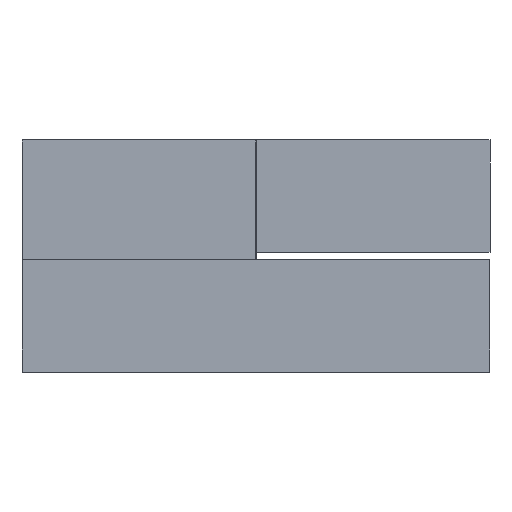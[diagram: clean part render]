
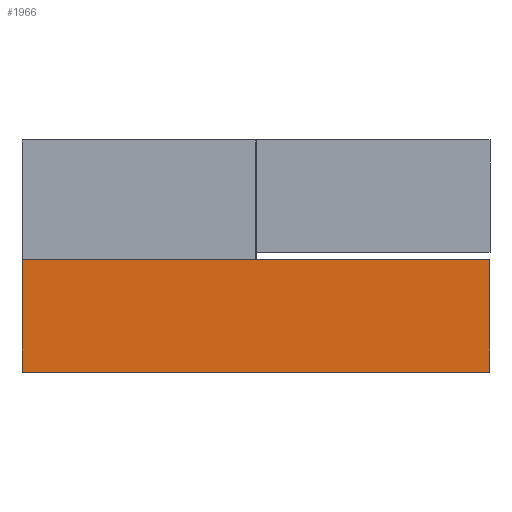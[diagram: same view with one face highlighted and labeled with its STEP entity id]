
A CAD part, left-side view. The second image highlights one B-rep face of the part: STEP entity #1966.
In plain terms, the highlighted planar face has unit normal (-1, 0, 0).
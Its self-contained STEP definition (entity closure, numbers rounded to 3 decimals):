
#236 = PLANE('',#237);
#237 = AXIS2_PLACEMENT_3D('',#238,#239,#240);
#238 = CARTESIAN_POINT('',(-39.5,11.8,0.));
#239 = DIRECTION('',(0.,1.,0.));
#240 = DIRECTION('',(0.,0.,1.));
#637 = PLANE('',#638);
#638 = AXIS2_PLACEMENT_3D('',#639,#640,#641);
#639 = CARTESIAN_POINT('',(-39.5,1.,0.));
#640 = DIRECTION('',(0.,0.,1.));
#641 = DIRECTION('',(1.,0.,0.));
#851 = VERTEX_POINT('',#852);
#852 = CARTESIAN_POINT('',(-39.5,11.8,0.));
#873 = EDGE_CURVE('',#851,#874,#876,.T.);
#874 = VERTEX_POINT('',#875);
#875 = CARTESIAN_POINT('',(-39.5,11.8,5.65));
#876 = SURFACE_CURVE('',#877,(#881,#888),.PCURVE_S1.);
#877 = LINE('',#878,#879);
#878 = CARTESIAN_POINT('',(-39.5,11.8,0.));
#879 = VECTOR('',#880,1.);
#880 = DIRECTION('',(0.,0.,1.));
#881 = PCURVE('',#236,#882);
#882 = DEFINITIONAL_REPRESENTATION('',(#883),#887);
#883 = LINE('',#884,#885);
#884 = CARTESIAN_POINT('',(0.,0.));
#885 = VECTOR('',#886,1.);
#886 = DIRECTION('',(1.,0.));
#887 = ( GEOMETRIC_REPRESENTATION_CONTEXT(2) 
PARAMETRIC_REPRESENTATION_CONTEXT() REPRESENTATION_CONTEXT('2D SPACE',''
  ) );
#888 = PCURVE('',#889,#894);
#889 = PLANE('',#890);
#890 = AXIS2_PLACEMENT_3D('',#891,#892,#893);
#891 = CARTESIAN_POINT('',(-39.5,0.,5.65));
#892 = DIRECTION('',(1.,0.,0.));
#893 = DIRECTION('',(0.,0.,1.));
#894 = DEFINITIONAL_REPRESENTATION('',(#895),#899);
#895 = LINE('',#896,#897);
#896 = CARTESIAN_POINT('',(-5.65,-11.8));
#897 = VECTOR('',#898,1.);
#898 = DIRECTION('',(1.,0.));
#899 = ( GEOMETRIC_REPRESENTATION_CONTEXT(2) 
PARAMETRIC_REPRESENTATION_CONTEXT() REPRESENTATION_CONTEXT('2D SPACE',''
  ) );
#916 = PLANE('',#917);
#917 = AXIS2_PLACEMENT_3D('',#918,#919,#920);
#918 = CARTESIAN_POINT('',(-39.5,11.8,5.65));
#919 = DIRECTION('',(0.,0.,-1.));
#920 = DIRECTION('',(-1.,0.,0.));
#1598 = EDGE_CURVE('',#1599,#851,#1601,.T.);
#1599 = VERTEX_POINT('',#1600);
#1600 = CARTESIAN_POINT('',(-39.5,-11.8,0.));
#1601 = SURFACE_CURVE('',#1602,(#1606,#1613),.PCURVE_S1.);
#1602 = LINE('',#1603,#1604);
#1603 = CARTESIAN_POINT('',(-39.5,-11.8,0.));
#1604 = VECTOR('',#1605,1.);
#1605 = DIRECTION('',(0.,1.,0.));
#1606 = PCURVE('',#637,#1607);
#1607 = DEFINITIONAL_REPRESENTATION('',(#1608),#1612);
#1608 = LINE('',#1609,#1610);
#1609 = CARTESIAN_POINT('',(0.,-12.8));
#1610 = VECTOR('',#1611,1.);
#1611 = DIRECTION('',(0.,1.));
#1612 = ( GEOMETRIC_REPRESENTATION_CONTEXT(2) 
PARAMETRIC_REPRESENTATION_CONTEXT() REPRESENTATION_CONTEXT('2D SPACE',''
  ) );
#1613 = PCURVE('',#889,#1614);
#1614 = DEFINITIONAL_REPRESENTATION('',(#1615),#1619);
#1615 = LINE('',#1616,#1617);
#1616 = CARTESIAN_POINT('',(-5.65,11.8));
#1617 = VECTOR('',#1618,1.);
#1618 = DIRECTION('',(0.,-1.));
#1619 = ( GEOMETRIC_REPRESENTATION_CONTEXT(2) 
PARAMETRIC_REPRESENTATION_CONTEXT() REPRESENTATION_CONTEXT('2D SPACE',''
  ) );
#1637 = PLANE('',#1638);
#1638 = AXIS2_PLACEMENT_3D('',#1639,#1640,#1641);
#1639 = CARTESIAN_POINT('',(-39.5,-11.8,0.));
#1640 = DIRECTION('',(0.,1.,0.));
#1641 = DIRECTION('',(0.,0.,1.));
#1966 = ADVANCED_FACE('',(#1967),#889,.F.);
#1967 = FACE_BOUND('',#1968,.F.);
#1968 = EDGE_LOOP('',(#1969,#1970,#1993,#2014));
#1969 = ORIENTED_EDGE('',*,*,#873,.T.);
#1970 = ORIENTED_EDGE('',*,*,#1971,.F.);
#1971 = EDGE_CURVE('',#1972,#874,#1974,.T.);
#1972 = VERTEX_POINT('',#1973);
#1973 = CARTESIAN_POINT('',(-39.5,-11.8,5.65));
#1974 = SURFACE_CURVE('',#1975,(#1979,#1986),.PCURVE_S1.);
#1975 = LINE('',#1976,#1977);
#1976 = CARTESIAN_POINT('',(-39.5,-11.8,5.65));
#1977 = VECTOR('',#1978,1.);
#1978 = DIRECTION('',(0.,1.,0.));
#1979 = PCURVE('',#889,#1980);
#1980 = DEFINITIONAL_REPRESENTATION('',(#1981),#1985);
#1981 = LINE('',#1982,#1983);
#1982 = CARTESIAN_POINT('',(0.,11.8));
#1983 = VECTOR('',#1984,1.);
#1984 = DIRECTION('',(0.,-1.));
#1985 = ( GEOMETRIC_REPRESENTATION_CONTEXT(2) 
PARAMETRIC_REPRESENTATION_CONTEXT() REPRESENTATION_CONTEXT('2D SPACE',''
  ) );
#1986 = PCURVE('',#916,#1987);
#1987 = DEFINITIONAL_REPRESENTATION('',(#1988),#1992);
#1988 = LINE('',#1989,#1990);
#1989 = CARTESIAN_POINT('',(0.,-23.6));
#1990 = VECTOR('',#1991,1.);
#1991 = DIRECTION('',(0.,1.));
#1992 = ( GEOMETRIC_REPRESENTATION_CONTEXT(2) 
PARAMETRIC_REPRESENTATION_CONTEXT() REPRESENTATION_CONTEXT('2D SPACE',''
  ) );
#1993 = ORIENTED_EDGE('',*,*,#1994,.F.);
#1994 = EDGE_CURVE('',#1599,#1972,#1995,.T.);
#1995 = SURFACE_CURVE('',#1996,(#2000,#2007),.PCURVE_S1.);
#1996 = LINE('',#1997,#1998);
#1997 = CARTESIAN_POINT('',(-39.5,-11.8,0.));
#1998 = VECTOR('',#1999,1.);
#1999 = DIRECTION('',(0.,0.,1.));
#2000 = PCURVE('',#889,#2001);
#2001 = DEFINITIONAL_REPRESENTATION('',(#2002),#2006);
#2002 = LINE('',#2003,#2004);
#2003 = CARTESIAN_POINT('',(-5.65,11.8));
#2004 = VECTOR('',#2005,1.);
#2005 = DIRECTION('',(1.,0.));
#2006 = ( GEOMETRIC_REPRESENTATION_CONTEXT(2) 
PARAMETRIC_REPRESENTATION_CONTEXT() REPRESENTATION_CONTEXT('2D SPACE',''
  ) );
#2007 = PCURVE('',#1637,#2008);
#2008 = DEFINITIONAL_REPRESENTATION('',(#2009),#2013);
#2009 = LINE('',#2010,#2011);
#2010 = CARTESIAN_POINT('',(0.,0.));
#2011 = VECTOR('',#2012,1.);
#2012 = DIRECTION('',(1.,0.));
#2013 = ( GEOMETRIC_REPRESENTATION_CONTEXT(2) 
PARAMETRIC_REPRESENTATION_CONTEXT() REPRESENTATION_CONTEXT('2D SPACE',''
  ) );
#2014 = ORIENTED_EDGE('',*,*,#1598,.T.);
